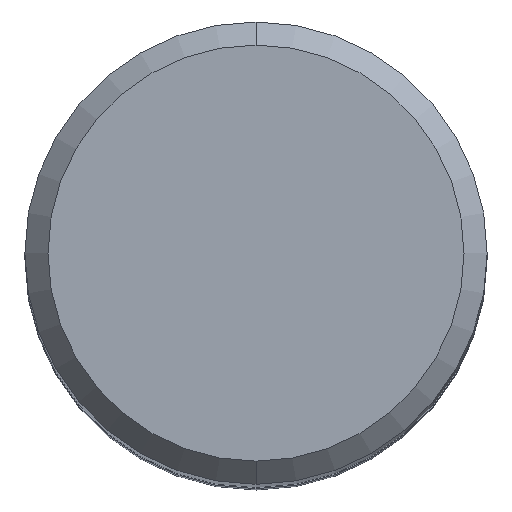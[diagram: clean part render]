
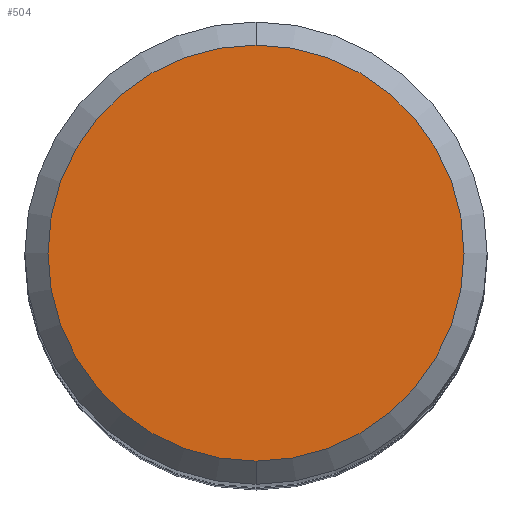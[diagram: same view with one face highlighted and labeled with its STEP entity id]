
A CAD part, top view. The second image highlights one B-rep face of the part: STEP entity #504.
In plain terms, the highlighted planar face has unit normal (0, 0, 1).
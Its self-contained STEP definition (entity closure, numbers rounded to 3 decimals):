
#258=VERTEX_POINT('',#624);
#298=VERTEX_POINT('',#666);
#340=EDGE_CURVE('',#298,#258,#714,.T.);
#444=EDGE_CURVE('',#258,#298,#831,.T.);
#504=ADVANCED_FACE('',(#894),#895,.T.);
#624=CARTESIAN_POINT('',(0.0,5.4,45.0));
#666=CARTESIAN_POINT('',(0.,-5.4,45.0));
#714=CIRCLE('',#1214,5.4);
#831=CIRCLE('',#1463,5.4);
#894=FACE_OUTER_BOUND('',#1657,.T.);
#895=PLANE('',#1658);
#1214=AXIS2_PLACEMENT_3D('',#1880,#1881,#1882);
#1463=AXIS2_PLACEMENT_3D('',#2031,#2032,#2033);
#1657=EDGE_LOOP('',(#2092,#2093));
#1658=AXIS2_PLACEMENT_3D('',#2094,#2095,#2096);
#1880=CARTESIAN_POINT('',(0.0,0.0,45.0));
#1881=DIRECTION('',(0.0,0.0,-1.0));
#1882=DIRECTION('',(0.0,1.0,0.0));
#2031=CARTESIAN_POINT('',(0.0,0.0,45.0));
#2032=DIRECTION('',(0.0,0.0,-1.0));
#2033=DIRECTION('',(0.0,1.0,0.0));
#2092=ORIENTED_EDGE('',*,*,#444,.F.);
#2093=ORIENTED_EDGE('',*,*,#340,.F.);
#2094=CARTESIAN_POINT('',(0.0,2.7,45.0));
#2095=DIRECTION('',(0.0,0.0,1.0));
#2096=DIRECTION('',(0.0,-1.0,0.0));
